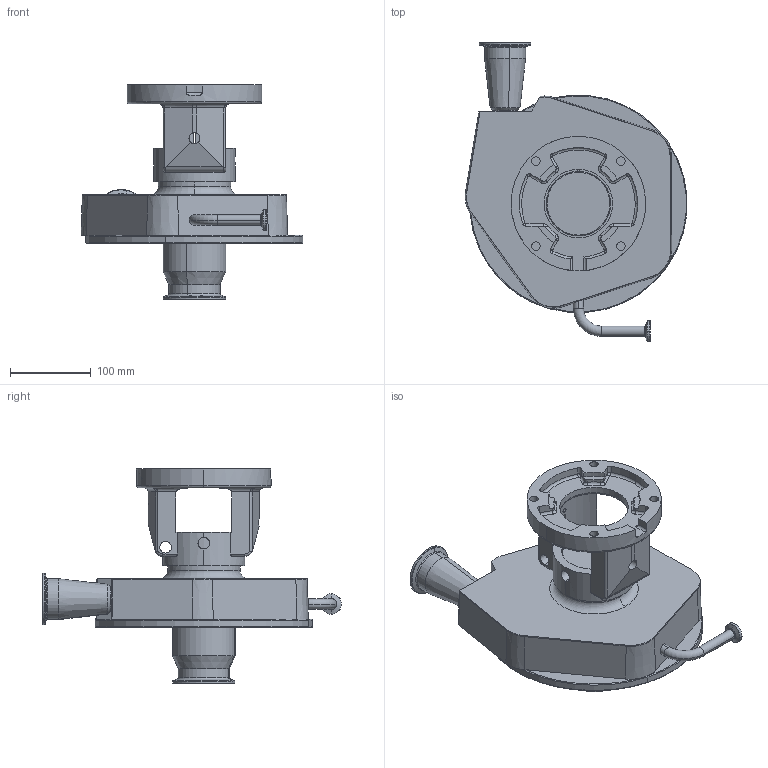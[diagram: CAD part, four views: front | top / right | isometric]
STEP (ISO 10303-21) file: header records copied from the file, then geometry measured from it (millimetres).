
FILE_DESCRIPTION (( 'STEP AP214' ), '1' );
FILE_NAME ('FPR 1741-1742 140TC VERT 1-2 IN ELBOW LEFT DRAIN.STEP', '2023-01-11T17:39:05', ( '' ), ( '' ), 'SwSTEP 2.0', 'SolidWorks 2021', '' );
FILE_SCHEMA (( 'AUTOMOTIVE_DESIGN' ));
Length unit declared in the file: millimetre
Products named in the file (1): FPR 1741-1742 140TC VERT 1-2 IN ELBOW LEFT DRAIN
Bounding box: 275.09 x 370.7 x 265.5 mm (x, y, z)
Volume: 2698932.3 mm3; surface area: 481402.3 mm2
Topology: 1 solids, 6 shells, 470 faces, 1127 edges, 662 vertices
Faces by surface type: cylinder 181, torus 118, plane 86, cone 75, bspline 7, sphere 3
Entity records: 15387 total; most frequent: CARTESIAN_POINT 4298, DIRECTION 2548, ORIENTED_EDGE 2218, EDGE_CURVE 1109, AXIS2_PLACEMENT_3D 1079, VERTEX_POINT 662, CIRCLE 615, EDGE_LOOP 511
